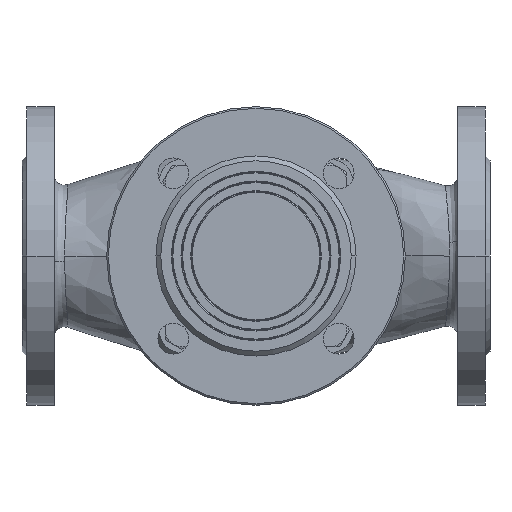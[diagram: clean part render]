
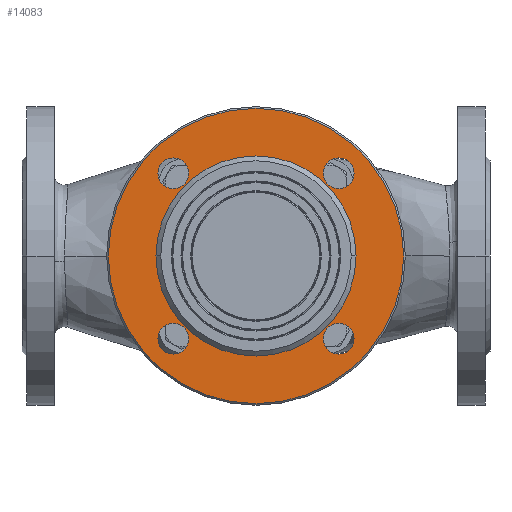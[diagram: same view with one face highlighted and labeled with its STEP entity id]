
A CAD part, front view. The second image highlights one B-rep face of the part: STEP entity #14083.
In plain terms, the highlighted planar face has unit normal (0, -1, 0).
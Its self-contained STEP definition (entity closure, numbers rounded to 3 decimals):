
#505 = EDGE_CURVE ( 'NONE', #18434, #19795, #29284, .T. ) ;
#788 = EDGE_LOOP ( 'NONE', ( #18893, #27729 ) ) ;
#871 = CIRCLE ( 'NONE', #6800, 62. ) ;
#961 = CARTESIAN_POINT ( 'NONE',  ( -21.391, 3.415, -5. ) ) ;
#1966 = DIRECTION ( 'NONE',  ( 0., -1., 0. ) ) ;
#2106 = CIRCLE ( 'NONE', #17091, 9.5 ) ;
#2821 = CIRCLE ( 'NONE', #16470, 9.5 ) ;
#2836 = CARTESIAN_POINT ( 'NONE',  ( -72.656, 3.415, -56.266 ) ) ;
#3422 = VERTEX_POINT ( 'NONE', #26631 ) ;
#3591 = CARTESIAN_POINT ( 'NONE',  ( -82.156, 3.415, -56.266 ) ) ;
#3906 = AXIS2_PLACEMENT_3D ( 'NONE', #35211, #7856, #32647 ) ;
#3962 = DIRECTION ( 'NONE',  ( 1., 0., 0. ) ) ;
#4440 = CIRCLE ( 'NONE', #9325, 9.5 ) ;
#4453 = CIRCLE ( 'NONE', #28658, 9.5 ) ;
#4649 = ORIENTED_EDGE ( 'NONE', *, *, #19070, .F. ) ;
#5081 = ORIENTED_EDGE ( 'NONE', *, *, #19990, .T. ) ;
#5190 = ORIENTED_EDGE ( 'NONE', *, *, #505, .T. ) ;
#5838 = DIRECTION ( 'NONE',  ( 0., -1., 0. ) ) ;
#6181 = AXIS2_PLACEMENT_3D ( 'NONE', #12777, #1966, #29506 ) ;
#6257 = EDGE_CURVE ( 'NONE', #6867, #9137, #29941, .T. ) ;
#6800 = AXIS2_PLACEMENT_3D ( 'NONE', #24466, #7839, #30294 ) ;
#6837 = ORIENTED_EDGE ( 'NONE', *, *, #8599, .F. ) ;
#6867 = VERTEX_POINT ( 'NONE', #32645 ) ;
#7019 = CARTESIAN_POINT ( 'NONE',  ( 39.374, 3.415, -56.266 ) ) ;
#7839 = DIRECTION ( 'NONE',  ( 0., 1., 0. ) ) ;
#7856 = DIRECTION ( 'NONE',  ( 0., -1., 0. ) ) ;
#8599 = EDGE_CURVE ( 'NONE', #34171, #16134, #2821, .T. ) ;
#8831 = CIRCLE ( 'NONE', #3906, 9.5 ) ;
#8840 = CIRCLE ( 'NONE', #24323, 91.5 ) ;
#9057 = DIRECTION ( 'NONE',  ( 0., 1., 0. ) ) ;
#9137 = VERTEX_POINT ( 'NONE', #7019 ) ;
#9183 = DIRECTION ( 'NONE',  ( 1., 0., 0. ) ) ;
#9294 = EDGE_CURVE ( 'NONE', #9137, #6867, #8831, .T. ) ;
#9325 = AXIS2_PLACEMENT_3D ( 'NONE', #24986, #22074, #24863 ) ;
#9523 = DIRECTION ( 'NONE',  ( 0., -1., 0. ) ) ;
#9812 = FACE_BOUND ( 'NONE', #13034, .T. ) ;
#9843 = ORIENTED_EDGE ( 'NONE', *, *, #12120, .F. ) ;
#9894 = CARTESIAN_POINT ( 'NONE',  ( -63.156, 3.415, 46.265 ) ) ;
#11100 = FACE_BOUND ( 'NONE', #32311, .T. ) ;
#11958 = EDGE_CURVE ( 'NONE', #17796, #28803, #35587, .T. ) ;
#12120 = EDGE_CURVE ( 'NONE', #30389, #22442, #2106, .T. ) ;
#12222 = CARTESIAN_POINT ( 'NONE',  ( 29.874, 3.415, 46.265 ) ) ;
#12566 = CARTESIAN_POINT ( 'NONE',  ( -72.656, 3.415, 46.265 ) ) ;
#12690 = DIRECTION ( 'NONE',  ( 1., 0., 0. ) ) ;
#12777 = CARTESIAN_POINT ( 'NONE',  ( 29.874, 3.415, -56.266 ) ) ;
#12949 = AXIS2_PLACEMENT_3D ( 'NONE', #961, #9057, #23248 ) ;
#13034 = EDGE_LOOP ( 'NONE', ( #9843, #4649 ) ) ;
#13056 = AXIS2_PLACEMENT_3D ( 'NONE', #34431, #25916, #3962 ) ;
#14083 = ADVANCED_FACE ( 'NONE', ( #29337, #22840, #26700, #9812, #19361, #11100 ), #23128, .T. ) ;
#14649 = ORIENTED_EDGE ( 'NONE', *, *, #17807, .F. ) ;
#14772 = AXIS2_PLACEMENT_3D ( 'NONE', #26134, #9523, #17921 ) ;
#15946 = VERTEX_POINT ( 'NONE', #30649 ) ;
#16134 = VERTEX_POINT ( 'NONE', #3591 ) ;
#16470 = AXIS2_PLACEMENT_3D ( 'NONE', #2836, #5838, #27678 ) ;
#17091 = AXIS2_PLACEMENT_3D ( 'NONE', #12566, #29173, #12690 ) ;
#17532 = DIRECTION ( 'NONE',  ( 1., 0., 0. ) ) ;
#17694 = CARTESIAN_POINT ( 'NONE',  ( 70.109, 3.415, -5. ) ) ;
#17796 = VERTEX_POINT ( 'NONE', #33632 ) ;
#17807 = EDGE_CURVE ( 'NONE', #16134, #34171, #4440, .T. ) ;
#17921 = DIRECTION ( 'NONE',  ( 1., 0., 0. ) ) ;
#17934 = DIRECTION ( 'NONE',  ( 1., 0., 0. ) ) ;
#18434 = VERTEX_POINT ( 'NONE', #17694 ) ;
#18893 = ORIENTED_EDGE ( 'NONE', *, *, #30996, .F. ) ;
#19070 = EDGE_CURVE ( 'NONE', #22442, #30389, #4453, .T. ) ;
#19361 = FACE_OUTER_BOUND ( 'NONE', #27266, .T. ) ;
#19496 = CARTESIAN_POINT ( 'NONE',  ( -21.391, 3.415, -5. ) ) ;
#19795 = VERTEX_POINT ( 'NONE', #23530 ) ;
#19990 = EDGE_CURVE ( 'NONE', #15946, #3422, #871, .T. ) ;
#20062 = CARTESIAN_POINT ( 'NONE',  ( -72.656, 3.415, 46.265 ) ) ;
#20514 = EDGE_CURVE ( 'NONE', #19795, #18434, #8840, .T. ) ;
#21318 = ORIENTED_EDGE ( 'NONE', *, *, #27975, .T. ) ;
#21432 = EDGE_LOOP ( 'NONE', ( #33779, #30366 ) ) ;
#22074 = DIRECTION ( 'NONE',  ( 0., -1., 0. ) ) ;
#22250 = AXIS2_PLACEMENT_3D ( 'NONE', #19496, #25061, #9183 ) ;
#22442 = VERTEX_POINT ( 'NONE', #24960 ) ;
#22840 = FACE_BOUND ( 'NONE', #21432, .T. ) ;
#23128 = PLANE ( 'NONE',  #22250 ) ;
#23248 = DIRECTION ( 'NONE',  ( 1., 0., 0. ) ) ;
#23530 = CARTESIAN_POINT ( 'NONE',  ( -112.891, 3.415, -5. ) ) ;
#24241 = CARTESIAN_POINT ( 'NONE',  ( -21.391, 3.415, -5. ) ) ;
#24323 = AXIS2_PLACEMENT_3D ( 'NONE', #24241, #28572, #34076 ) ;
#24466 = CARTESIAN_POINT ( 'NONE',  ( -21.391, 3.415, -5. ) ) ;
#24863 = DIRECTION ( 'NONE',  ( 1., 0., 0. ) ) ;
#24960 = CARTESIAN_POINT ( 'NONE',  ( -82.156, 3.415, 46.265 ) ) ;
#24986 = CARTESIAN_POINT ( 'NONE',  ( -72.656, 3.415, -56.266 ) ) ;
#25061 = DIRECTION ( 'NONE',  ( 0., -1., 0. ) ) ;
#25288 = CIRCLE ( 'NONE', #13056, 9.5 ) ;
#25916 = DIRECTION ( 'NONE',  ( 0., -1., 0. ) ) ;
#25918 = DIRECTION ( 'NONE',  ( 0., -1., 0. ) ) ;
#26134 = CARTESIAN_POINT ( 'NONE',  ( -21.391, 3.415, -5. ) ) ;
#26140 = CIRCLE ( 'NONE', #12949, 62. ) ;
#26631 = CARTESIAN_POINT ( 'NONE',  ( 40.609, 3.415, -5. ) ) ;
#26700 = FACE_BOUND ( 'NONE', #788, .T. ) ;
#27266 = EDGE_LOOP ( 'NONE', ( #32232, #5190 ) ) ;
#27598 = CARTESIAN_POINT ( 'NONE',  ( -63.156, 3.415, -56.266 ) ) ;
#27678 = DIRECTION ( 'NONE',  ( 1., 0., 0. ) ) ;
#27729 = ORIENTED_EDGE ( 'NONE', *, *, #11958, .F. ) ;
#27975 = EDGE_CURVE ( 'NONE', #3422, #15946, #26140, .T. ) ;
#28572 = DIRECTION ( 'NONE',  ( 0., -1., 0. ) ) ;
#28658 = AXIS2_PLACEMENT_3D ( 'NONE', #20062, #34143, #17532 ) ;
#28803 = VERTEX_POINT ( 'NONE', #31488 ) ;
#29173 = DIRECTION ( 'NONE',  ( 0., -1., 0. ) ) ;
#29284 = CIRCLE ( 'NONE', #14772, 91.5 ) ;
#29337 = FACE_BOUND ( 'NONE', #33159, .T. ) ;
#29506 = DIRECTION ( 'NONE',  ( 1., 0., 0. ) ) ;
#29941 = CIRCLE ( 'NONE', #6181, 9.5 ) ;
#30294 = DIRECTION ( 'NONE',  ( 1., 0., 0. ) ) ;
#30366 = ORIENTED_EDGE ( 'NONE', *, *, #6257, .F. ) ;
#30389 = VERTEX_POINT ( 'NONE', #9894 ) ;
#30649 = CARTESIAN_POINT ( 'NONE',  ( -83.391, 3.415, -5. ) ) ;
#30996 = EDGE_CURVE ( 'NONE', #28803, #17796, #25288, .T. ) ;
#31488 = CARTESIAN_POINT ( 'NONE',  ( 39.374, 3.415, 46.265 ) ) ;
#32232 = ORIENTED_EDGE ( 'NONE', *, *, #20514, .T. ) ;
#32311 = EDGE_LOOP ( 'NONE', ( #5081, #21318 ) ) ;
#32645 = CARTESIAN_POINT ( 'NONE',  ( 20.374, 3.415, -56.266 ) ) ;
#32647 = DIRECTION ( 'NONE',  ( 1., 0., 0. ) ) ;
#33159 = EDGE_LOOP ( 'NONE', ( #6837, #14649 ) ) ;
#33632 = CARTESIAN_POINT ( 'NONE',  ( 20.374, 3.415, 46.265 ) ) ;
#33779 = ORIENTED_EDGE ( 'NONE', *, *, #9294, .F. ) ;
#34076 = DIRECTION ( 'NONE',  ( 1., 0., 0. ) ) ;
#34143 = DIRECTION ( 'NONE',  ( 0., -1., 0. ) ) ;
#34171 = VERTEX_POINT ( 'NONE', #27598 ) ;
#34431 = CARTESIAN_POINT ( 'NONE',  ( 29.874, 3.415, 46.265 ) ) ;
#35192 = AXIS2_PLACEMENT_3D ( 'NONE', #12222, #25918, #17934 ) ;
#35211 = CARTESIAN_POINT ( 'NONE',  ( 29.874, 3.415, -56.266 ) ) ;
#35587 = CIRCLE ( 'NONE', #35192, 9.5 ) ;
